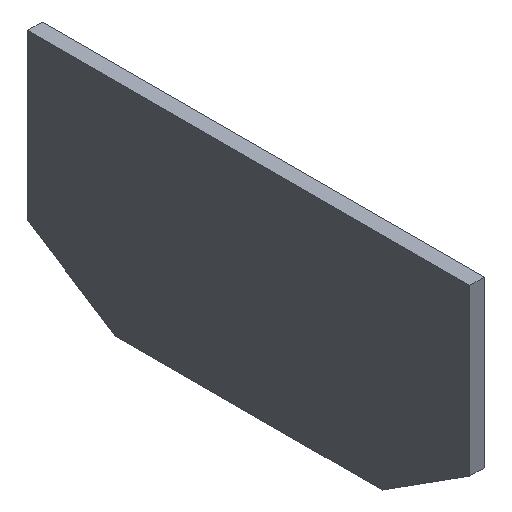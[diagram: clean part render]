
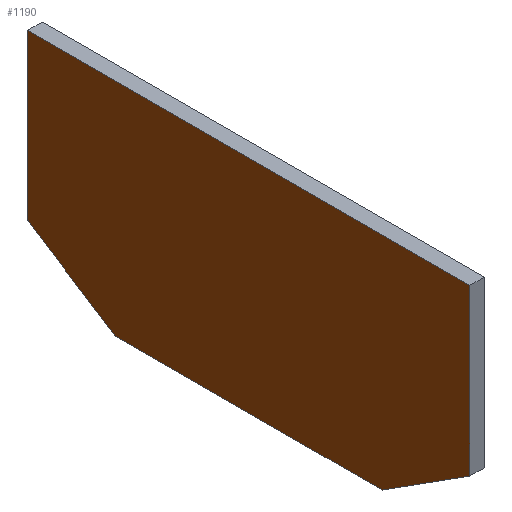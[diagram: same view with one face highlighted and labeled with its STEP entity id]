
A CAD part, isometric view. The second image highlights one B-rep face of the part: STEP entity #1190.
In plain terms, the highlighted face is planar.
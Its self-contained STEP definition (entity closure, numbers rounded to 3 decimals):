
#640=CARTESIAN_POINT('',(0.,0.,2.2));
#650=DIRECTION('',(0.,0.,1.));
#660=DIRECTION('',(1.,0.,0.));
#670=AXIS2_PLACEMENT_3D('',#640,#650,#660);
#680=PLANE('',#670);
#690=CARTESIAN_POINT('',(1204.728,0.,2.2));
#700=DIRECTION('',(0.,1.,0.));
#710=VECTOR('',#700,1.);
#720=LINE('',#690,#710);
#730=CARTESIAN_POINT('',(1204.728,267.599,2.2));
#740=VERTEX_POINT('',#730);
#750=CARTESIAN_POINT('',(1204.728,292.999,2.2));
#760=VERTEX_POINT('',#750);
#770=EDGE_CURVE('',#740,#760,#720,.T.);
#780=ORIENTED_EDGE('',*,*,#770,.T.);
#790=CARTESIAN_POINT('',(1191.228,258.999,2.2));
#800=DIRECTION('',(0.843,0.537,0.));
#810=VECTOR('',#800,1.);
#820=LINE('',#790,#810);
#830=CARTESIAN_POINT('',(1191.228,258.999,2.2));
#840=VERTEX_POINT('',#830);
#850=EDGE_CURVE('',#840,#740,#820,.T.);
#860=ORIENTED_EDGE('',*,*,#850,.T.);
#870=CARTESIAN_POINT('',(1150.228,258.999,2.2));
#880=DIRECTION('',(1.,0.,0.));
#890=VECTOR('',#880,1.);
#900=LINE('',#870,#890);
#910=CARTESIAN_POINT('',(1150.228,258.999,2.2));
#920=VERTEX_POINT('',#910);
#930=EDGE_CURVE('',#920,#840,#900,.T.);
#940=ORIENTED_EDGE('',*,*,#930,.T.);
#950=CARTESIAN_POINT('',(1136.728,267.599,2.2));
#960=DIRECTION('',(0.843,-0.537,0.));
#970=VECTOR('',#960,1.);
#980=LINE('',#950,#970);
#990=CARTESIAN_POINT('',(1136.728,267.599,2.2));
#1000=VERTEX_POINT('',#990);
#1010=EDGE_CURVE('',#1000,#920,#980,.T.);
#1020=ORIENTED_EDGE('',*,*,#1010,.T.);
#1030=CARTESIAN_POINT('',(1136.728,0.,2.2));
#1040=DIRECTION('',(0.,-1.,0.));
#1050=VECTOR('',#1040,1.);
#1060=LINE('',#1030,#1050);
#1070=CARTESIAN_POINT('',(1136.728,292.999,2.2));
#1080=VERTEX_POINT('',#1070);
#1090=EDGE_CURVE('',#1080,#1000,#1060,.T.);
#1100=ORIENTED_EDGE('',*,*,#1090,.T.);
#1110=CARTESIAN_POINT('',(0.,292.999,2.2));
#1120=DIRECTION('',(-1.,0.,0.));
#1130=VECTOR('',#1120,1.);
#1140=LINE('',#1110,#1130);
#1150=EDGE_CURVE('',#760,#1080,#1140,.T.);
#1160=ORIENTED_EDGE('',*,*,#1150,.T.);
#1170=EDGE_LOOP('',(#1160,#1100,#1020,#940,#860,#780));
#1180=FACE_OUTER_BOUND('',#1170,.T.);
#1190=ADVANCED_FACE('',(#1180),#680,.T.);
